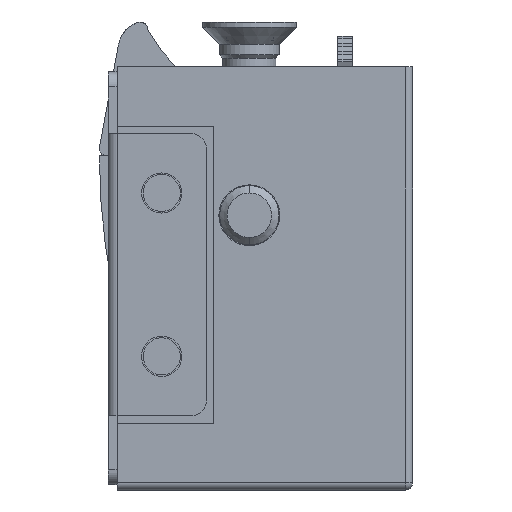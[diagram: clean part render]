
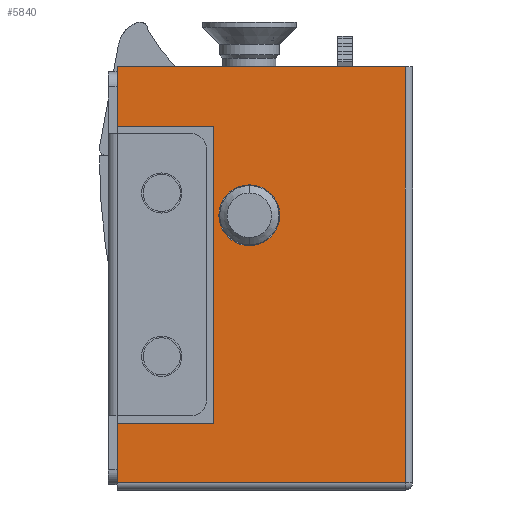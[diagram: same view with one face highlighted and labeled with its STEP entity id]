
A CAD part, front view. The second image highlights one B-rep face of the part: STEP entity #5840.
In plain terms, the highlighted planar face has unit normal (0, -1, 0).
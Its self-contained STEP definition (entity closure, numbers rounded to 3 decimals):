
#71 = DIRECTION ( 'NONE',  ( 1., 0., 0. ) ) ;
#297 = ORIENTED_EDGE ( 'NONE', *, *, #9989, .T. ) ;
#360 = EDGE_CURVE ( 'NONE', #10713, #8005, #6101, .T. ) ;
#465 = AXIS2_PLACEMENT_3D ( 'NONE', #8925, #3075, #4932 ) ;
#498 = EDGE_CURVE ( 'NONE', #7972, #984, #3987, .T. ) ;
#557 = VERTEX_POINT ( 'NONE', #912 ) ;
#714 = CARTESIAN_POINT ( 'NONE',  ( 8.9, 0., 18.5 ) ) ;
#801 = ORIENTED_EDGE ( 'NONE', *, *, #498, .T. ) ;
#912 = CARTESIAN_POINT ( 'NONE',  ( 6.5, 0., 4.5 ) ) ;
#938 = CARTESIAN_POINT ( 'NONE',  ( 0., 0., 28.5 ) ) ;
#984 = VERTEX_POINT ( 'NONE', #10286 ) ;
#1038 = CARTESIAN_POINT ( 'NONE',  ( 6.5, 0., 24.5 ) ) ;
#1243 = ORIENTED_EDGE ( 'NONE', *, *, #9161, .F. ) ;
#1764 = CARTESIAN_POINT ( 'NONE',  ( 0., 0., 28.5 ) ) ;
#2112 = EDGE_CURVE ( 'NONE', #12152, #3944, #6593, .T. ) ;
#2121 = CARTESIAN_POINT ( 'NONE',  ( 8.9, 0., 16.45 ) ) ;
#2193 = CARTESIAN_POINT ( 'NONE',  ( 19.9, 0., 0.5 ) ) ;
#2516 = CARTESIAN_POINT ( 'NONE',  ( 6.5, 0., 24.5 ) ) ;
#2619 = LINE ( 'NONE', #8602, #8279 ) ;
#2717 = CARTESIAN_POINT ( 'NONE',  ( 0., 0., 28.5 ) ) ;
#2725 = DIRECTION ( 'NONE',  ( 0., -1., 0. ) ) ;
#2891 = VECTOR ( 'NONE', #12862, 1000. ) ;
#3075 = DIRECTION ( 'NONE',  ( 0., 1., 0. ) ) ;
#3096 = AXIS2_PLACEMENT_3D ( 'NONE', #714, #2725, #7589 ) ;
#3151 = LINE ( 'NONE', #938, #9611 ) ;
#3424 = EDGE_CURVE ( 'NONE', #557, #6022, #4051, .T. ) ;
#3429 = CARTESIAN_POINT ( 'NONE',  ( 0., 0., 24.5 ) ) ;
#3805 = CARTESIAN_POINT ( 'NONE',  ( 8.9, 0., 18.5 ) ) ;
#3829 = ORIENTED_EDGE ( 'NONE', *, *, #5433, .F. ) ;
#3944 = VERTEX_POINT ( 'NONE', #12561 ) ;
#3987 = LINE ( 'NONE', #2193, #12281 ) ;
#3993 = ORIENTED_EDGE ( 'NONE', *, *, #360, .F. ) ;
#4051 = LINE ( 'NONE', #1038, #4483 ) ;
#4483 = VECTOR ( 'NONE', #11039, 1000. ) ;
#4551 = CARTESIAN_POINT ( 'NONE',  ( 0., 0., 0.5 ) ) ;
#4600 = VERTEX_POINT ( 'NONE', #6521 ) ;
#4620 = AXIS2_PLACEMENT_3D ( 'NONE', #3805, #4795, #6790 ) ;
#4785 = CARTESIAN_POINT ( 'NONE',  ( 0., 0., 4.5 ) ) ;
#4795 = DIRECTION ( 'NONE',  ( 0., -1., 0. ) ) ;
#4932 = DIRECTION ( 'NONE',  ( 0., 0., 1. ) ) ;
#5166 = ORIENTED_EDGE ( 'NONE', *, *, #6835, .F. ) ;
#5433 = EDGE_CURVE ( 'NONE', #12152, #4600, #3151, .T. ) ;
#5473 = LINE ( 'NONE', #3429, #8390 ) ;
#5490 = VERTEX_POINT ( 'NONE', #9201 ) ;
#5571 = EDGE_LOOP ( 'NONE', ( #9628, #3993 ) ) ;
#5840 = ADVANCED_FACE ( 'NONE', ( #7120, #10121 ), #5926, .F. ) ;
#5926 = PLANE ( 'NONE',  #465 ) ;
#6022 = VERTEX_POINT ( 'NONE', #2516 ) ;
#6101 = CIRCLE ( 'NONE', #4620, 2.05 ) ;
#6208 = DIRECTION ( 'NONE',  ( 0., 0., -1. ) ) ;
#6521 = CARTESIAN_POINT ( 'NONE',  ( 19.4, 0., 28.5 ) ) ;
#6593 = LINE ( 'NONE', #13054, #12319 ) ;
#6790 = DIRECTION ( 'NONE',  ( 0., 0., 1. ) ) ;
#6835 = EDGE_CURVE ( 'NONE', #6022, #3944, #5473, .T. ) ;
#6897 = DIRECTION ( 'NONE',  ( 0., 0., -1. ) ) ;
#7120 = FACE_BOUND ( 'NONE', #5571, .T. ) ;
#7323 = EDGE_CURVE ( 'NONE', #8005, #10713, #8826, .T. ) ;
#7394 = DIRECTION ( 'NONE',  ( 0., 0., 1. ) ) ;
#7589 = DIRECTION ( 'NONE',  ( 0., 0., 1. ) ) ;
#7840 = VECTOR ( 'NONE', #6208, 1000. ) ;
#7972 = VERTEX_POINT ( 'NONE', #4551 ) ;
#8005 = VERTEX_POINT ( 'NONE', #9402 ) ;
#8052 = ORIENTED_EDGE ( 'NONE', *, *, #9839, .T. ) ;
#8233 = EDGE_LOOP ( 'NONE', ( #8052, #801, #297, #3829, #12661, #5166, #10936, #1243 ) ) ;
#8272 = DIRECTION ( 'NONE',  ( -1., 0., 0. ) ) ;
#8279 = VECTOR ( 'NONE', #7394, 1000. ) ;
#8390 = VECTOR ( 'NONE', #8272, 1000. ) ;
#8602 = CARTESIAN_POINT ( 'NONE',  ( 19.4, 0., 28.5 ) ) ;
#8826 = CIRCLE ( 'NONE', #3096, 2.05 ) ;
#8925 = CARTESIAN_POINT ( 'NONE',  ( 0., 0., 28.5 ) ) ;
#9161 = EDGE_CURVE ( 'NONE', #5490, #557, #11851, .T. ) ;
#9201 = CARTESIAN_POINT ( 'NONE',  ( 0., 0., 4.5 ) ) ;
#9402 = CARTESIAN_POINT ( 'NONE',  ( 8.9, 0., 20.55 ) ) ;
#9611 = VECTOR ( 'NONE', #71, 1000. ) ;
#9628 = ORIENTED_EDGE ( 'NONE', *, *, #7323, .F. ) ;
#9839 = EDGE_CURVE ( 'NONE', #5490, #7972, #10874, .T. ) ;
#9989 = EDGE_CURVE ( 'NONE', #984, #4600, #2619, .T. ) ;
#10121 = FACE_OUTER_BOUND ( 'NONE', #8233, .T. ) ;
#10242 = DIRECTION ( 'NONE',  ( 1., 0., 0. ) ) ;
#10286 = CARTESIAN_POINT ( 'NONE',  ( 19.4, 0., 0.5 ) ) ;
#10713 = VERTEX_POINT ( 'NONE', #2121 ) ;
#10874 = LINE ( 'NONE', #1764, #7840 ) ;
#10936 = ORIENTED_EDGE ( 'NONE', *, *, #3424, .F. ) ;
#11039 = DIRECTION ( 'NONE',  ( 0., 0., 1. ) ) ;
#11851 = LINE ( 'NONE', #4785, #2891 ) ;
#12152 = VERTEX_POINT ( 'NONE', #2717 ) ;
#12281 = VECTOR ( 'NONE', #10242, 1000. ) ;
#12319 = VECTOR ( 'NONE', #6897, 1000. ) ;
#12561 = CARTESIAN_POINT ( 'NONE',  ( 0., 0., 24.5 ) ) ;
#12661 = ORIENTED_EDGE ( 'NONE', *, *, #2112, .T. ) ;
#12862 = DIRECTION ( 'NONE',  ( 1., 0., 0. ) ) ;
#13054 = CARTESIAN_POINT ( 'NONE',  ( 0., 0., 28.5 ) ) ;
